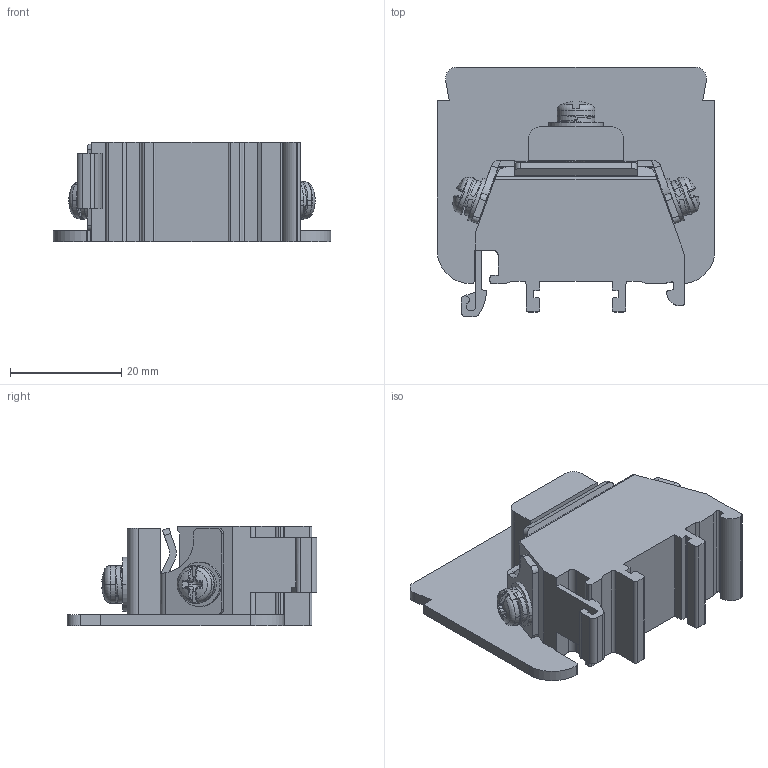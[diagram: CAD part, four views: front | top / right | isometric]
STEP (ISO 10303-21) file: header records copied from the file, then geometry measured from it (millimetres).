
FILE_DESCRIPTION((''),'2;1');
FILE_NAME('2-5E_ASM','2023-11-27T',('dell'),(''),'PRO/ENGINEER BY PARAMETRIC TECHNOLOGY CORPORATION, 2013230','PRO/ENGINEER BY PARAMETRIC TECHNOLOGY CORPORATION, 2013230','');
FILE_SCHEMA(('AUTOMOTIVE_DESIGN { 1 0 10303 214 1 1 1 1 }'));
Length unit declared in the file: millimetre
Products named in the file (1): 2-5E_ASM
Bounding box: 50 x 45 x 18 mm (x, y, z)
Volume: 17535.1 mm3; surface area: 9607.7 mm2
Topology: 4 solids, 7 shells, 409 faces, 1140 edges, 746 vertices
Faces by surface type: plane 144, cylinder 130, bspline 65, torus 37, cone 18, extrusion 9, sphere 6
Entity records: 19398 total; most frequent: CARTESIAN_POINT 8762, ORIENTED_EDGE 2256, DIRECTION 1895, EDGE_CURVE 1134, VERTEX_POINT 746, AXIS2_PLACEMENT_3D 704, VECTOR 487, LINE 478
